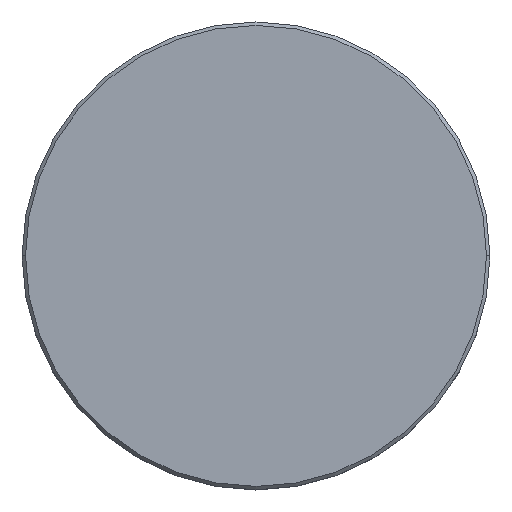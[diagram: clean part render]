
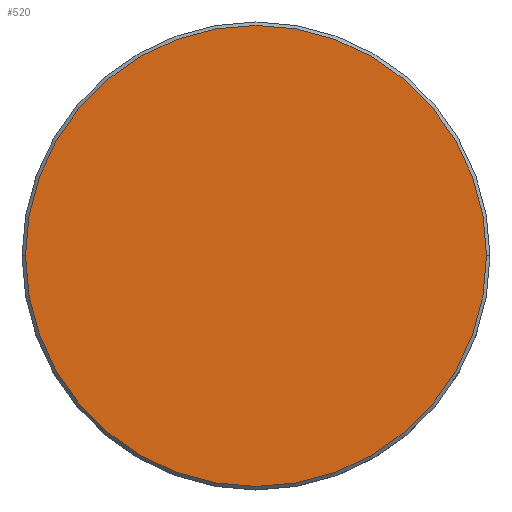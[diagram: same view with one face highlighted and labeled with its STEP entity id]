
A CAD part, top view. The second image highlights one B-rep face of the part: STEP entity #520.
In plain terms, the highlighted planar face has unit normal (0, 0, 1).
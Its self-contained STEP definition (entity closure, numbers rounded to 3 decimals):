
#2 = DIRECTION ( 'NONE',  ( 0., 0., 1. ) ) ;
#9 = CIRCLE ( 'NONE', #83, 33.5 ) ;
#48 = CIRCLE ( 'NONE', #561, 33.5 ) ;
#62 = DIRECTION ( 'NONE',  ( 1., 0., 0. ) ) ;
#74 = CARTESIAN_POINT ( 'NONE',  ( 33.5, 0., 0. ) ) ;
#83 = AXIS2_PLACEMENT_3D ( 'NONE', #246, #429, #282 ) ;
#84 = AXIS2_PLACEMENT_3D ( 'NONE', #358, #2, #591 ) ;
#88 = EDGE_CURVE ( 'NONE', #434, #424, #48, .T. ) ;
#97 = DIRECTION ( 'NONE',  ( 0., 0., 1. ) ) ;
#115 = EDGE_CURVE ( 'NONE', #424, #434, #9, .T. ) ;
#126 = PLANE ( 'NONE',  #84 ) ;
#137 = ORIENTED_EDGE ( 'NONE', *, *, #88, .T. ) ;
#191 = EDGE_LOOP ( 'NONE', ( #137, #199 ) ) ;
#199 = ORIENTED_EDGE ( 'NONE', *, *, #115, .T. ) ;
#246 = CARTESIAN_POINT ( 'NONE',  ( 0., 0., 0. ) ) ;
#282 = DIRECTION ( 'NONE',  ( 1., 0., 0. ) ) ;
#356 = CARTESIAN_POINT ( 'NONE',  ( -33.5, 0., 0. ) ) ;
#358 = CARTESIAN_POINT ( 'NONE',  ( 0., 0., 0. ) ) ;
#424 = VERTEX_POINT ( 'NONE', #74 ) ;
#429 = DIRECTION ( 'NONE',  ( 0., 0., 1. ) ) ;
#434 = VERTEX_POINT ( 'NONE', #356 ) ;
#470 = FACE_OUTER_BOUND ( 'NONE', #191, .T. ) ;
#517 = CARTESIAN_POINT ( 'NONE',  ( 0., 0., 0. ) ) ;
#520 = ADVANCED_FACE ( 'NONE', ( #470 ), #126, .T. ) ;
#561 = AXIS2_PLACEMENT_3D ( 'NONE', #517, #97, #62 ) ;
#591 = DIRECTION ( 'NONE',  ( 1., 0., 0. ) ) ;
